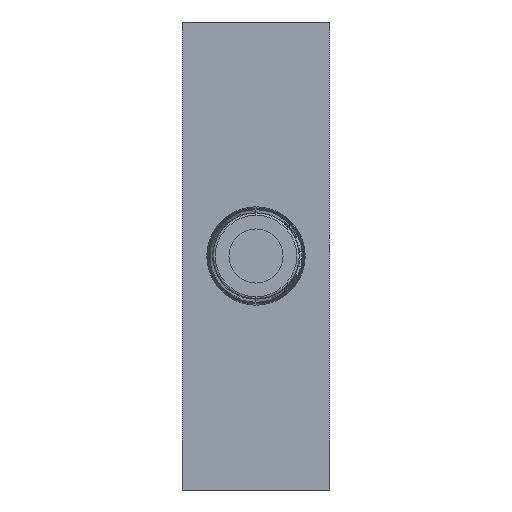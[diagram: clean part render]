
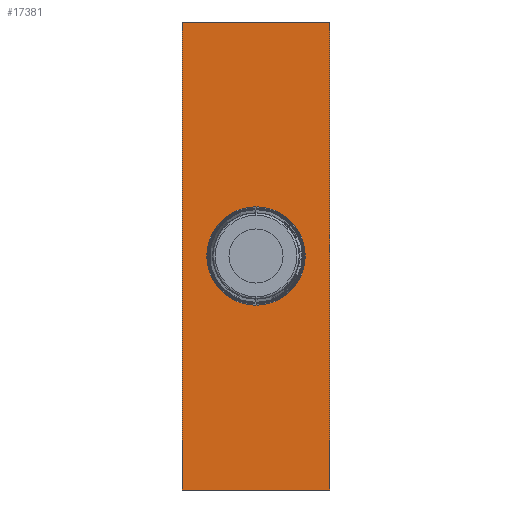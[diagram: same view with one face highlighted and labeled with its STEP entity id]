
A CAD part, left-side view. The second image highlights one B-rep face of the part: STEP entity #17381.
In plain terms, the highlighted face is planar.
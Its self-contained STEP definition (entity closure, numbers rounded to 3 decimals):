
#13352=DIRECTION('',(0.,0.,-1.));
#13353=VECTOR('',#13352,19.);
#13354=CARTESIAN_POINT('',(1.,-3.,9.5));
#13355=LINE('',#13354,#13353);
#13404=DIRECTION('',(0.,1.,0.));
#13405=VECTOR('',#13404,6.);
#13406=CARTESIAN_POINT('',(1.,-3.,-9.5));
#13407=LINE('',#13406,#13405);
#13448=DIRECTION('',(0.,0.,-1.));
#13449=VECTOR('',#13448,19.);
#13450=CARTESIAN_POINT('',(1.,3.,9.5));
#13451=LINE('',#13450,#13449);
#13476=DIRECTION('',(0.,1.,0.));
#13477=VECTOR('',#13476,6.);
#13478=CARTESIAN_POINT('',(1.,-3.,9.5));
#13479=LINE('',#13478,#13477);
#13480=CARTESIAN_POINT('',(1.,0.,0.));
#13481=DIRECTION('',(1.,0.,0.));
#13482=DIRECTION('',(0.,-1.,0.));
#13483=AXIS2_PLACEMENT_3D('',#13480,#13481,#13482);
#13485=CARTESIAN_POINT('',(1.,0.,0.));
#13486=DIRECTION('',(1.,0.,0.));
#13487=DIRECTION('',(0.,1.,0.));
#13488=AXIS2_PLACEMENT_3D('',#13485,#13486,#13487);
#16940=CARTESIAN_POINT('',(1.,-3.,9.5));
#16941=VERTEX_POINT('',#16940);
#16942=CARTESIAN_POINT('',(1.,-3.,-9.5));
#16943=VERTEX_POINT('',#16942);
#16948=CARTESIAN_POINT('',(1.,3.,9.5));
#16949=VERTEX_POINT('',#16948);
#16950=CARTESIAN_POINT('',(1.,3.,-9.5));
#16951=VERTEX_POINT('',#16950);
#17172=CARTESIAN_POINT('',(1.,-2.,0.));
#17173=CARTESIAN_POINT('',(1.,2.,0.));
#17174=VERTEX_POINT('',#17172);
#17175=VERTEX_POINT('',#17173);
#17364=CARTESIAN_POINT('',(1.,-3.,9.5));
#17365=DIRECTION('',(1.,0.,0.));
#17366=DIRECTION('',(0.,0.,-1.));
#17367=AXIS2_PLACEMENT_3D('',#17364,#17365,#17366);
#17368=PLANE('',#17367);
#17369=ORIENTED_EDGE('',*,*,#17209,.F.);
#17370=ORIENTED_EDGE('',*,*,#17319,.T.);
#17371=ORIENTED_EDGE('',*,*,#17346,.T.);
#17372=ORIENTED_EDGE('',*,*,#17284,.F.);
#17373=EDGE_LOOP('',(#17369,#17370,#17371,#17372));
#17374=FACE_OUTER_BOUND('',#17373,.F.);
#17376=ORIENTED_EDGE('',*,*,#17375,.T.);
#17378=ORIENTED_EDGE('',*,*,#17377,.T.);
#17379=EDGE_LOOP('',(#17376,#17378));
#17380=FACE_BOUND('',#17379,.F.);
#17381=ADVANCED_FACE('',(#17374,#17380),#17368,.T.);
#13484=CIRCLE('',#13483,2.);
#13489=CIRCLE('',#13488,2.);
#17209=EDGE_CURVE('',#16941,#16943,#13355,.T.);
#17284=EDGE_CURVE('',#16943,#16951,#13407,.T.);
#17319=EDGE_CURVE('',#16941,#16949,#13479,.T.);
#17346=EDGE_CURVE('',#16949,#16951,#13451,.T.);
#17375=EDGE_CURVE('',#17174,#17175,#13484,.T.);
#17377=EDGE_CURVE('',#17175,#17174,#13489,.T.);
